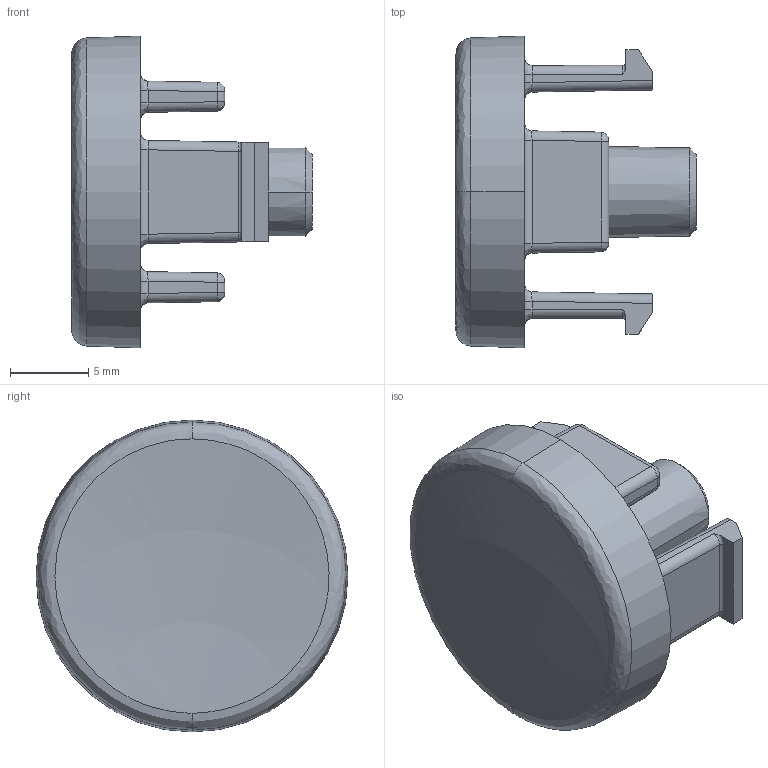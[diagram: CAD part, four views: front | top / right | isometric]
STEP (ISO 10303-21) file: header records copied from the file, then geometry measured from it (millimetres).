
FILE_DESCRIPTION((''),'2;1');
FILE_NAME('CFT-B01-018','2018-08-21T',('Administrator'),(''),'PRO/ENGINEER BY PARAMETRIC TECHNOLOGY CORPORATION, 2005030','PRO/ENGINEER BY PARAMETRIC TECHNOLOGY CORPORATION, 2005030','');
FILE_SCHEMA(('CONFIG_CONTROL_DESIGN'));
Length unit declared in the file: millimetre
Products named in the file (1): CFT-B01-018
Bounding box: 15.39 x 19.97 x 19.97 mm (x, y, z)
Volume: 1928.2 mm3; surface area: 1496.7 mm2
Topology: 1 solids, 1 shells, 109 faces, 248 edges, 146 vertices
Faces by surface type: cylinder 42, bspline 30, plane 28, cone 6, torus 2, sphere 1
Entity records: 5031 total; most frequent: CARTESIAN_POINT 2768, ORIENTED_EDGE 496, DIRECTION 404, EDGE_CURVE 248, VERTEX_POINT 146, AXIS2_PLACEMENT_3D 145, VECTOR 114, LINE 114
